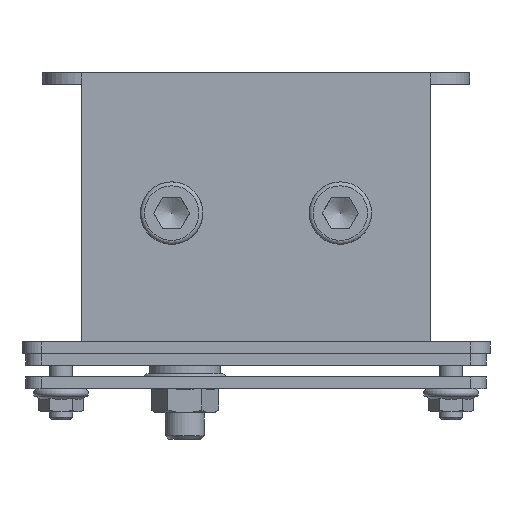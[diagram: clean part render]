
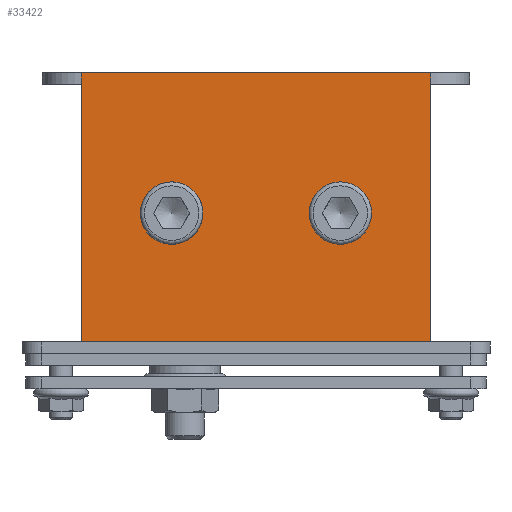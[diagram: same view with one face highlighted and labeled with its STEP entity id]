
A CAD part, front view. The second image highlights one B-rep face of the part: STEP entity #33422.
In plain terms, the highlighted planar face has unit normal (0, -1, 0).
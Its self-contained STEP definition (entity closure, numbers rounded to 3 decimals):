
#1693=FACE_BOUND('',#6057,.T.);
#1694=FACE_BOUND('',#6058,.T.);
#1898=CIRCLE('',#35614,8.);
#1899=CIRCLE('',#35615,8.);
#3976=FACE_OUTER_BOUND('',#6056,.T.);
#6056=EDGE_LOOP('',(#24614,#24615,#24616,#24617,#24618,#24619));
#6057=EDGE_LOOP('',(#24620));
#6058=EDGE_LOOP('',(#24621));
#7860=LINE('',#49211,#10861);
#7861=LINE('',#49216,#10862);
#7892=LINE('',#49304,#10893);
#9151=LINE('',#52223,#12152);
#9157=LINE('',#52236,#12158);
#9199=LINE('',#52422,#12200);
#10861=VECTOR('',#38930,10.);
#10862=VECTOR('',#38935,10.);
#10893=VECTOR('',#39012,10.);
#12152=VECTOR('',#41241,10.);
#12158=VECTOR('',#41251,10.);
#12200=VECTOR('',#41469,10.);
#13843=VERTEX_POINT('',#49207);
#13844=VERTEX_POINT('',#49209);
#13845=VERTEX_POINT('',#49213);
#13846=VERTEX_POINT('',#49215);
#14756=VERTEX_POINT('',#52218);
#14761=VERTEX_POINT('',#52233);
#14819=VERTEX_POINT('',#52424);
#14820=VERTEX_POINT('',#52426);
#16765=EDGE_CURVE('',#13844,#13843,#7860,.T.);
#16767=EDGE_CURVE('',#13845,#13846,#7861,.T.);
#16811=EDGE_CURVE('',#13843,#13845,#7892,.T.);
#18136=EDGE_CURVE('',#13846,#14756,#9151,.T.);
#18142=EDGE_CURVE('',#13844,#14761,#9157,.T.);
#18230=EDGE_CURVE('',#14756,#14761,#9199,.T.);
#18231=EDGE_CURVE('',#14819,#14819,#1898,.T.);
#18232=EDGE_CURVE('',#14820,#14820,#1899,.T.);
#24614=ORIENTED_EDGE('',*,*,#18230,.F.);
#24615=ORIENTED_EDGE('',*,*,#18136,.F.);
#24616=ORIENTED_EDGE('',*,*,#16767,.F.);
#24617=ORIENTED_EDGE('',*,*,#16811,.F.);
#24618=ORIENTED_EDGE('',*,*,#16765,.F.);
#24619=ORIENTED_EDGE('',*,*,#18142,.T.);
#24620=ORIENTED_EDGE('',*,*,#18231,.T.);
#24621=ORIENTED_EDGE('',*,*,#18232,.T.);
#31512=PLANE('',#35613);
#33422=ADVANCED_FACE('',(#3976,#1693,#1694),#31512,.F.);
#35613=AXIS2_PLACEMENT_3D('',#52423,#41470,#41471);
#35614=AXIS2_PLACEMENT_3D('',#52425,#41472,#41473);
#35615=AXIS2_PLACEMENT_3D('',#52427,#41474,#41475);
#38930=DIRECTION('',(0.,0.,1.));
#38935=DIRECTION('',(0.,0.,-1.));
#39012=DIRECTION('',(1.,0.,0.));
#41241=DIRECTION('',(0.,0.,-1.));
#41251=DIRECTION('',(0.,0.,-1.));
#41469=DIRECTION('',(-1.,0.,0.));
#41470=DIRECTION('center_axis',(0.,1.,0.));
#41471=DIRECTION('ref_axis',(1.,0.,0.));
#41472=DIRECTION('center_axis',(0.,1.,0.));
#41473=DIRECTION('ref_axis',(-0.796,0.,-0.606));
#41474=DIRECTION('center_axis',(0.,1.,0.));
#41475=DIRECTION('ref_axis',(0.,0.,
-1.));
#49207=CARTESIAN_POINT('',(-44.75,-179.,72.));
#49209=CARTESIAN_POINT('',(-44.75,-179.,69.));
#49211=CARTESIAN_POINT('',(-44.75,-179.,69.));
#49213=CARTESIAN_POINT('',(44.75,-179.,72.));
#49215=CARTESIAN_POINT('',(44.75,-179.,69.));
#49216=CARTESIAN_POINT('',(44.75,-179.,69.));
#49304=CARTESIAN_POINT('',(54.75,-179.,72.));
#52218=CARTESIAN_POINT('',(44.75,-179.,3.));
#52223=CARTESIAN_POINT('',(44.75,-179.,69.));
#52233=CARTESIAN_POINT('',(-44.75,-179.,3.));
#52236=CARTESIAN_POINT('',(-44.75,-179.,69.));
#52422=CARTESIAN_POINT('',(0.,-179.,3.));
#52423=CARTESIAN_POINT('Origin',(-43.25,-179.,36.));
#52424=CARTESIAN_POINT('',(-15.261,-179.,40.847));
#52425=CARTESIAN_POINT('Origin',(-21.625,-179.,36.));
#52426=CARTESIAN_POINT('',(21.625,-179.,44.));
#52427=CARTESIAN_POINT('Origin',(21.625,-179.,36.));
